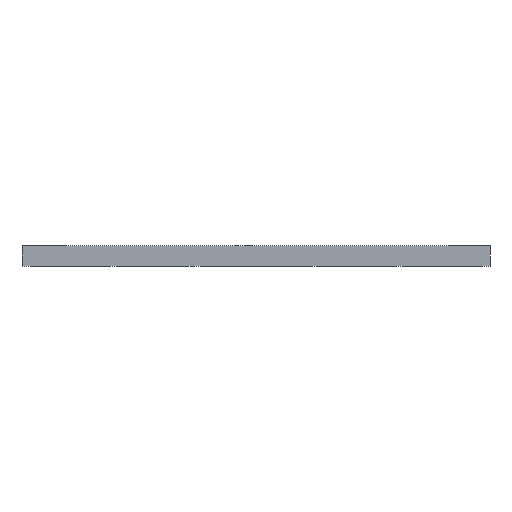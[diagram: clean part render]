
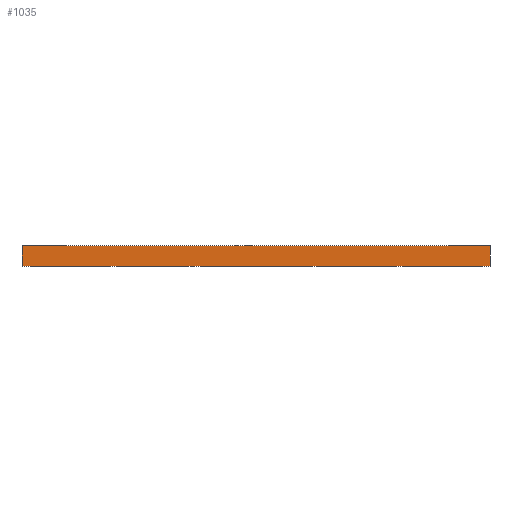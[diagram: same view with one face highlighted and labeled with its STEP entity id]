
A CAD part, front view. The second image highlights one B-rep face of the part: STEP entity #1035.
In plain terms, the highlighted planar face has unit normal (0, -1, 0).
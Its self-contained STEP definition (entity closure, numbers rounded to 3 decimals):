
#309=PLANE('',#3651);
#547=LINE('',#7362,#818);
#563=LINE('',#7428,#834);
#565=LINE('',#7431,#836);
#818=VECTOR('',#4132,1.);
#834=VECTOR('',#4150,1.);
#836=VECTOR('',#4154,1.);
#1035=ADVANCED_FACE('',(#1273),#309,.F.);
#1273=FACE_OUTER_BOUND('',#1498,.T.);
#1498=EDGE_LOOP('',(#2352,#2353,#2354,#2355));
#2352=ORIENTED_EDGE('',*,*,#3222,.T.);
#2353=ORIENTED_EDGE('',*,*,#3248,.T.);
#2354=ORIENTED_EDGE('',*,*,#3276,.F.);
#2355=ORIENTED_EDGE('',*,*,#3250,.F.);
#2792=VERTEX_POINT('',#7360);
#2794=VERTEX_POINT('',#7363);
#2801=VERTEX_POINT('',#7427);
#2802=VERTEX_POINT('',#7432);
#3222=EDGE_CURVE('',#2794,#2792,#547,.T.);
#3248=EDGE_CURVE('',#2792,#2801,#563,.T.);
#3250=EDGE_CURVE('',#2794,#2802,#565,.T.);
#3276=EDGE_CURVE('',#2802,#2801,#3518,.T.);
#3518=B_SPLINE_CURVE_WITH_KNOTS('',3,(#8345,#8346,#8347,#8348,#8349,#8350,
#8351,#8352,#8353,#8354,#8355,#8356,#8357,#8358,#8359,#8360,#8361,#8362,
#8363,#8364,#8365,#8366,#8367),.UNSPECIFIED.,.F.,.F.,(4,1,1,1,1,1,1,1,1,
1,1,1,1,1,1,1,1,1,1,1,4),(0.,0.063,0.125,0.25,0.313,0.375,0.406,0.414,
0.422,0.438,0.5,0.563,0.578,0.586,0.594,0.625,0.688,0.75,
0.875,0.938,1.),.UNSPECIFIED.);
#3651=AXIS2_PLACEMENT_3D('',#9663,#4193,#4194);
#4132=DIRECTION('',(1.,0.,0.));
#4150=DIRECTION('',(0.,0.,1.));
#4154=DIRECTION('',(0.,0.,1.));
#4193=DIRECTION('',(0.,1.,0.));
#4194=DIRECTION('',(1.,0.,0.));
#7360=CARTESIAN_POINT('',(-200.,0.,-35.));
#7362=CARTESIAN_POINT('',(-1000.,0.,-35.));
#7363=CARTESIAN_POINT('',(-1000.,0.,-35.));
#7427=CARTESIAN_POINT('',(-200.,0.,0.));
#7428=CARTESIAN_POINT('',(-200.,0.,0.));
#7431=CARTESIAN_POINT('',(-1000.,0.,0.));
#7432=CARTESIAN_POINT('',(-1000.,0.,0.));
#8345=CARTESIAN_POINT('',(-1000.,0.,0.));
#8346=CARTESIAN_POINT('',(-983.339,0.,0.));
#8347=CARTESIAN_POINT('',(-950.016,0.,0.));
#8348=CARTESIAN_POINT('',(-883.37,0.,0.));
#8349=CARTESIAN_POINT('',(-816.718,0.,0.));
#8350=CARTESIAN_POINT('',(-750.053,0.,0.));
#8351=CARTESIAN_POINT('',(-708.38,0.,0.));
#8352=CARTESIAN_POINT('',(-681.288,0.,0.));
#8353=CARTESIAN_POINT('',(-668.783,0.,0.));
#8354=CARTESIAN_POINT('',(-660.446,0.,0.));
#8355=CARTESIAN_POINT('',(-637.52,0.,0.));
#8356=CARTESIAN_POINT('',(-600.,0.,0.));
#8357=CARTESIAN_POINT('',(-562.481,0.,0.));
#8358=CARTESIAN_POINT('',(-539.554,0.,0.));
#8359=CARTESIAN_POINT('',(-531.217,0.,0.));
#8360=CARTESIAN_POINT('',(-518.712,0.,0.));
#8361=CARTESIAN_POINT('',(-491.62,0.,0.));
#8362=CARTESIAN_POINT('',(-449.947,0.,0.));
#8363=CARTESIAN_POINT('',(-383.282,0.,0.));
#8364=CARTESIAN_POINT('',(-316.63,0.,0.));
#8365=CARTESIAN_POINT('',(-249.984,0.,0.));
#8366=CARTESIAN_POINT('',(-216.661,0.,0.));
#8367=CARTESIAN_POINT('',(-200.,0.,0.));
#9663=CARTESIAN_POINT('',(-1000.,0.,0.));
